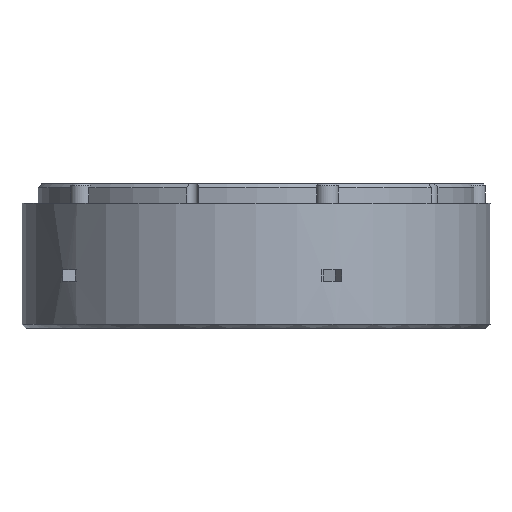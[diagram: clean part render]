
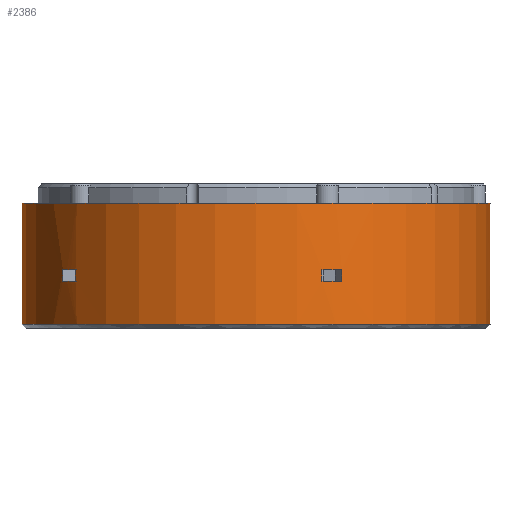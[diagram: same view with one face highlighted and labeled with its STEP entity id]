
A CAD part, left-side view. The second image highlights one B-rep face of the part: STEP entity #2386.
In plain terms, the highlighted cylindrical face has radius 60 mm (diameter 120 mm), a full revolution.
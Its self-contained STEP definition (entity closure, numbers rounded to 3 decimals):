
#39=FACE_BOUND('',#689,.T.);
#40=FACE_BOUND('',#690,.T.);
#41=FACE_BOUND('',#691,.T.);
#42=FACE_BOUND('',#692,.T.);
#43=FACE_BOUND('',#693,.T.);
#103=LINE('',#3860,#250);
#114=LINE('',#3884,#261);
#116=LINE('',#3893,#263);
#127=LINE('',#3917,#274);
#129=LINE('',#3926,#276);
#140=LINE('',#3950,#287);
#142=LINE('',#3959,#289);
#153=LINE('',#3985,#300);
#155=LINE('',#3992,#302);
#166=LINE('',#4016,#313);
#209=LINE('',#4316,#356);
#250=VECTOR('',#2977,10.);
#261=VECTOR('',#2998,10.);
#263=VECTOR('',#3008,10.);
#274=VECTOR('',#3029,10.);
#276=VECTOR('',#3039,10.);
#287=VECTOR('',#3060,10.);
#289=VECTOR('',#3070,10.);
#300=VECTOR('',#3093,10.);
#302=VECTOR('',#3101,10.);
#313=VECTOR('',#3122,10.);
#356=VECTOR('',#3433,60.);
#422=CYLINDRICAL_SURFACE('',#2708,60.);
#543=FACE_OUTER_BOUND('',#688,.T.);
#688=EDGE_LOOP('',(#2166,#2167,#2168,#2169));
#689=EDGE_LOOP('',(#2170,#2171,#2172,#2173));
#690=EDGE_LOOP('',(#2174,#2175,#2176,#2177));
#691=EDGE_LOOP('',(#2178,#2179,#2180,#2181));
#692=EDGE_LOOP('',(#2182,#2183,#2184,#2185));
#693=EDGE_LOOP('',(#2186,#2187,#2188,#2189));
#779=CIRCLE('',#2507,60.);
#799=CIRCLE('',#2535,60.);
#800=CIRCLE('',#2540,60.);
#802=CIRCLE('',#2544,60.);
#803=CIRCLE('',#2549,60.);
#805=CIRCLE('',#2553,60.);
#806=CIRCLE('',#2558,60.);
#808=CIRCLE('',#2562,60.);
#810=CIRCLE('',#2568,60.);
#811=CIRCLE('',#2571,60.);
#812=CIRCLE('',#2576,60.);
#900=CIRCLE('',#2707,60.);
#1017=VERTEX_POINT('',#3800);
#1032=VERTEX_POINT('',#3858);
#1033=VERTEX_POINT('',#3859);
#1036=VERTEX_POINT('',#3867);
#1041=VERTEX_POINT('',#3883);
#1043=VERTEX_POINT('',#3891);
#1044=VERTEX_POINT('',#3892);
#1047=VERTEX_POINT('',#3900);
#1052=VERTEX_POINT('',#3916);
#1054=VERTEX_POINT('',#3924);
#1055=VERTEX_POINT('',#3925);
#1058=VERTEX_POINT('',#3933);
#1063=VERTEX_POINT('',#3949);
#1065=VERTEX_POINT('',#3957);
#1066=VERTEX_POINT('',#3958);
#1069=VERTEX_POINT('',#3966);
#1075=VERTEX_POINT('',#3984);
#1076=VERTEX_POINT('',#3990);
#1077=VERTEX_POINT('',#3991);
#1080=VERTEX_POINT('',#3999);
#1085=VERTEX_POINT('',#4015);
#1174=VERTEX_POINT('',#4312);
#1279=EDGE_CURVE('',#1017,#1017,#779,.T.);
#1305=EDGE_CURVE('',#1032,#1033,#103,.T.);
#1309=EDGE_CURVE('',#1033,#1036,#799,.T.);
#1317=EDGE_CURVE('',#1036,#1041,#114,.T.);
#1319=EDGE_CURVE('',#1041,#1032,#800,.T.);
#1321=EDGE_CURVE('',#1043,#1044,#116,.T.);
#1325=EDGE_CURVE('',#1044,#1047,#802,.T.);
#1333=EDGE_CURVE('',#1047,#1052,#127,.T.);
#1335=EDGE_CURVE('',#1052,#1043,#803,.T.);
#1337=EDGE_CURVE('',#1054,#1055,#129,.T.);
#1341=EDGE_CURVE('',#1055,#1058,#805,.T.);
#1349=EDGE_CURVE('',#1058,#1063,#140,.T.);
#1351=EDGE_CURVE('',#1063,#1054,#806,.T.);
#1353=EDGE_CURVE('',#1065,#1066,#142,.T.);
#1357=EDGE_CURVE('',#1066,#1069,#808,.T.);
#1366=EDGE_CURVE('',#1069,#1075,#153,.T.);
#1368=EDGE_CURVE('',#1075,#1065,#810,.T.);
#1369=EDGE_CURVE('',#1076,#1077,#155,.T.);
#1373=EDGE_CURVE('',#1077,#1080,#811,.T.);
#1381=EDGE_CURVE('',#1080,#1085,#166,.T.);
#1383=EDGE_CURVE('',#1085,#1076,#812,.T.);
#1517=EDGE_CURVE('',#1174,#1174,#900,.T.);
#1519=EDGE_CURVE('',#1017,#1174,#209,.T.);
#2166=ORIENTED_EDGE('',*,*,#1279,.T.);
#2167=ORIENTED_EDGE('',*,*,#1519,.T.);
#2168=ORIENTED_EDGE('',*,*,#1517,.F.);
#2169=ORIENTED_EDGE('',*,*,#1519,.F.);
#2170=ORIENTED_EDGE('',*,*,#1317,.T.);
#2171=ORIENTED_EDGE('',*,*,#1319,.T.);
#2172=ORIENTED_EDGE('',*,*,#1305,.T.);
#2173=ORIENTED_EDGE('',*,*,#1309,.T.);
#2174=ORIENTED_EDGE('',*,*,#1333,.T.);
#2175=ORIENTED_EDGE('',*,*,#1335,.T.);
#2176=ORIENTED_EDGE('',*,*,#1321,.T.);
#2177=ORIENTED_EDGE('',*,*,#1325,.T.);
#2178=ORIENTED_EDGE('',*,*,#1349,.T.);
#2179=ORIENTED_EDGE('',*,*,#1351,.T.);
#2180=ORIENTED_EDGE('',*,*,#1337,.T.);
#2181=ORIENTED_EDGE('',*,*,#1341,.T.);
#2182=ORIENTED_EDGE('',*,*,#1366,.T.);
#2183=ORIENTED_EDGE('',*,*,#1368,.T.);
#2184=ORIENTED_EDGE('',*,*,#1353,.T.);
#2185=ORIENTED_EDGE('',*,*,#1357,.T.);
#2186=ORIENTED_EDGE('',*,*,#1381,.T.);
#2187=ORIENTED_EDGE('',*,*,#1383,.T.);
#2188=ORIENTED_EDGE('',*,*,#1369,.T.);
#2189=ORIENTED_EDGE('',*,*,#1373,.T.);
#2386=ADVANCED_FACE('',(#543,#39,#40,#41,#42,#43),#422,.T.);
#2507=AXIS2_PLACEMENT_3D('',#3801,#2919,#2920);
#2535=AXIS2_PLACEMENT_3D('',#3868,#2983,#2984);
#2540=AXIS2_PLACEMENT_3D('',#3887,#3002,#3003);
#2544=AXIS2_PLACEMENT_3D('',#3901,#3014,#3015);
#2549=AXIS2_PLACEMENT_3D('',#3920,#3033,#3034);
#2553=AXIS2_PLACEMENT_3D('',#3934,#3045,#3046);
#2558=AXIS2_PLACEMENT_3D('',#3953,#3064,#3065);
#2562=AXIS2_PLACEMENT_3D('',#3967,#3076,#3077);
#2568=AXIS2_PLACEMENT_3D('',#3988,#3097,#3098);
#2571=AXIS2_PLACEMENT_3D('',#4000,#3107,#3108);
#2576=AXIS2_PLACEMENT_3D('',#4019,#3126,#3127);
#2707=AXIS2_PLACEMENT_3D('',#4313,#3428,#3429);
#2708=AXIS2_PLACEMENT_3D('',#4315,#3431,#3432);
#2919=DIRECTION('center_axis',(0.,0.,-1.));
#2920=DIRECTION('ref_axis',(1.,0.,0.));
#2977=DIRECTION('',(0.,0.,1.));
#2983=DIRECTION('center_axis',(0.,0.,1.));
#2984=DIRECTION('ref_axis',(1.,0.,0.));
#2998=DIRECTION('',(0.,0.,-1.));
#3002=DIRECTION('center_axis',(0.,0.,-1.));
#3003=DIRECTION('ref_axis',(1.,0.,0.));
#3008=DIRECTION('',(0.,0.,1.));
#3014=DIRECTION('center_axis',(0.,0.,1.));
#3015=DIRECTION('ref_axis',(1.,0.,0.));
#3029=DIRECTION('',(0.,0.,-1.));
#3033=DIRECTION('center_axis',(0.,0.,-1.));
#3034=DIRECTION('ref_axis',(1.,0.,0.));
#3039=DIRECTION('',(0.,0.,1.));
#3045=DIRECTION('center_axis',(0.,0.,1.));
#3046=DIRECTION('ref_axis',(1.,0.,0.));
#3060=DIRECTION('',(0.,0.,-1.));
#3064=DIRECTION('center_axis',(0.,0.,-1.));
#3065=DIRECTION('ref_axis',(1.,0.,0.));
#3070=DIRECTION('',(0.,0.,-1.));
#3076=DIRECTION('center_axis',(0.,0.,-1.));
#3077=DIRECTION('ref_axis',(1.,0.,0.));
#3093=DIRECTION('',(0.,0.,1.));
#3097=DIRECTION('center_axis',(0.,0.,1.));
#3098=DIRECTION('ref_axis',(1.,0.,0.));
#3101=DIRECTION('',(0.,0.,1.));
#3107=DIRECTION('center_axis',(0.,0.,1.));
#3108=DIRECTION('ref_axis',(1.,0.,0.));
#3122=DIRECTION('',(0.,0.,-1.));
#3126=DIRECTION('center_axis',(0.,0.,-1.));
#3127=DIRECTION('ref_axis',(1.,0.,0.));
#3428=DIRECTION('center_axis',(0.,0.,-1.));
#3429=DIRECTION('ref_axis',(1.,0.,0.));
#3431=DIRECTION('center_axis',(0.,0.,1.));
#3432=DIRECTION('ref_axis',(1.,0.,0.));
#3433=DIRECTION('',(0.,0.,-1.));
#3800=CARTESIAN_POINT('',(-60.,0.,32.));
#3801=CARTESIAN_POINT('Origin',(0.,0.,32.));
#3858=CARTESIAN_POINT('',(-57.565,-16.919,12.));
#3859=CARTESIAN_POINT('',(-57.565,-16.919,15.));
#3860=CARTESIAN_POINT('',(-57.565,-16.919,0.));
#3867=CARTESIAN_POINT('',(-55.822,-21.998,15.));
#3868=CARTESIAN_POINT('Origin',(0.,0.,15.));
#3883=CARTESIAN_POINT('',(-55.822,-21.998,12.));
#3884=CARTESIAN_POINT('',(-55.822,-21.998,0.));
#3887=CARTESIAN_POINT('Origin',(0.,0.,12.));
#3891=CARTESIAN_POINT('',(-33.879,49.52,12.));
#3892=CARTESIAN_POINT('',(-33.879,49.52,15.));
#3893=CARTESIAN_POINT('',(-33.879,49.52,0.));
#3900=CARTESIAN_POINT('',(-38.171,46.292,15.));
#3901=CARTESIAN_POINT('Origin',(0.,0.,15.));
#3916=CARTESIAN_POINT('',(-38.171,46.292,12.));
#3917=CARTESIAN_POINT('',(-38.171,46.292,0.));
#3920=CARTESIAN_POINT('Origin',(0.,0.,12.));
#3924=CARTESIAN_POINT('',(36.627,47.524,12.));
#3925=CARTESIAN_POINT('',(36.627,47.524,15.));
#3926=CARTESIAN_POINT('',(36.627,47.524,0.));
#3933=CARTESIAN_POINT('',(32.231,50.608,15.));
#3934=CARTESIAN_POINT('Origin',(0.,0.,15.));
#3949=CARTESIAN_POINT('',(32.231,50.608,12.));
#3950=CARTESIAN_POINT('',(32.231,50.608,0.));
#3953=CARTESIAN_POINT('Origin',(0.,0.,12.));
#3957=CARTESIAN_POINT('',(3.671,-59.888,15.));
#3958=CARTESIAN_POINT('',(3.671,-59.888,12.));
#3959=CARTESIAN_POINT('',(3.671,-59.888,0.));
#3966=CARTESIAN_POINT('',(-1.698,-59.976,12.));
#3967=CARTESIAN_POINT('Origin',(0.,0.,12.));
#3984=CARTESIAN_POINT('',(-1.698,-59.976,15.));
#3985=CARTESIAN_POINT('',(-1.698,-59.976,0.));
#3988=CARTESIAN_POINT('Origin',(0.,0.,15.));
#3990=CARTESIAN_POINT('',(56.516,-20.148,12.));
#3991=CARTESIAN_POINT('',(56.516,-20.148,15.));
#3992=CARTESIAN_POINT('',(56.516,-20.148,0.));
#3999=CARTESIAN_POINT('',(58.091,-15.015,15.));
#4000=CARTESIAN_POINT('Origin',(0.,0.,15.));
#4015=CARTESIAN_POINT('',(58.091,-15.015,12.));
#4016=CARTESIAN_POINT('',(58.091,-15.015,0.));
#4019=CARTESIAN_POINT('Origin',(0.,0.,12.));
#4312=CARTESIAN_POINT('',(-60.,0.,1.));
#4313=CARTESIAN_POINT('Origin',(0.,0.,1.));
#4315=CARTESIAN_POINT('Origin',(0.,0.,0.));
#4316=CARTESIAN_POINT('',(-60.,0.,0.));
